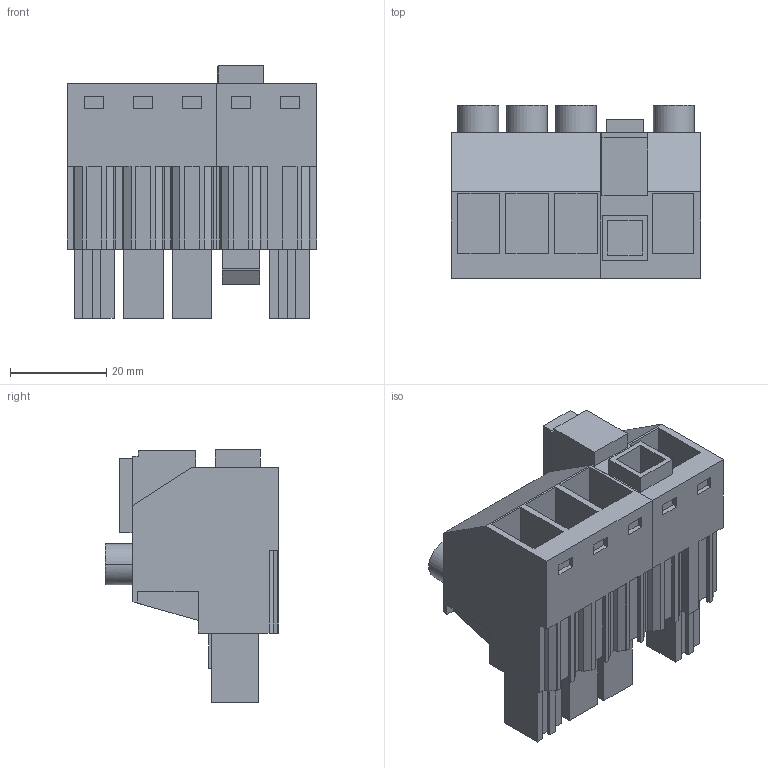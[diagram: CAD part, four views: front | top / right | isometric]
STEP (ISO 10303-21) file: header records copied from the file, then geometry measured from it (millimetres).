
FILE_DESCRIPTION(('CATIA V5 STEP Exchange','CAx-IF Rec.Pracs.--- Model Styling and Organization---1.4--- 2014-01-23'),'2;1');
FILE_NAME ('D1449467_1_1156640000_1156640000.stp','2022-06-01T10:56:16+00:00',('none'),('Weidmueller'),'CATIA Version 5-6 Release 2016 SP3 HF44','CATIA V5 STEP AP214','none');
FILE_SCHEMA(('AUTOMOTIVE_DESIGN { 1 0 10303 214 1 1 1 1 }'));
Length unit declared in the file: millimetre
Products named in the file (1): 1156640000
Bounding box: 51.9 x 36 x 52.5 mm (x, y, z)
Volume: 45681.6 mm3; surface area: 22546.7 mm2
Topology: 7 solids, 7 shells, 463 faces, 1242 edges, 828 vertices
Faces by surface type: plane 430, cylinder 30, torus 3
Entity records: 14191 total; most frequent: CARTESIAN_POINT 2709, ORIENTED_EDGE 2484, DIRECTION 1882, EDGE_CURVE 1242, VECTOR 1157, LINE 1157, VERTEX_POINT 828, EDGE_LOOP 500
